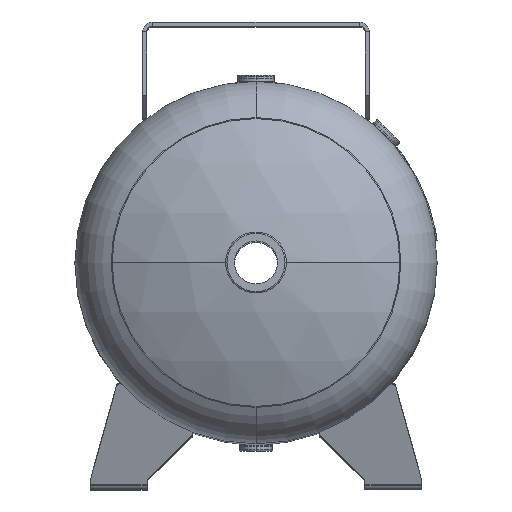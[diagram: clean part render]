
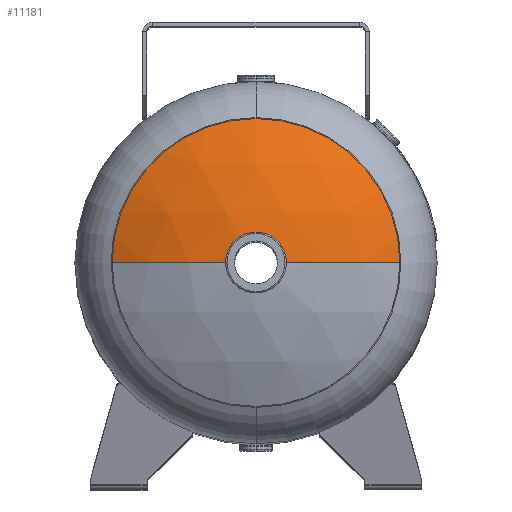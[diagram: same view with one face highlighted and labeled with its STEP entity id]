
A CAD part, top view. The second image highlights one B-rep face of the part: STEP entity #11181.
In plain terms, the highlighted spherical face has radius 365.76 mm.
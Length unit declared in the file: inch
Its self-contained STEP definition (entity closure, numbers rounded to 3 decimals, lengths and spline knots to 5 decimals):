
#186 = DIRECTION ( 'NONE',  ( 0., 0., -1. ) ) ;
#1818 = VERTEX_POINT ( 'NONE', #4789 ) ;
#2325 = ORIENTED_EDGE ( 'NONE', *, *, #14354, .F. ) ;
#2564 = CARTESIAN_POINT ( 'NONE',  ( 0., 3.5095, 0. ) ) ;
#2942 = DIRECTION ( 'NONE',  ( 0., 0., -1. ) ) ;
#3063 = CARTESIAN_POINT ( 'NONE',  ( 0., -9.39011, 0. ) ) ;
#3543 = ORIENTED_EDGE ( 'NONE', *, *, #5678, .F. ) ;
#3867 = CARTESIAN_POINT ( 'NONE',  ( 0., 4.96084, 0. ) ) ;
#4069 = CARTESIAN_POINT ( 'NONE',  ( -1.1875, 4.96084, 0. ) ) ;
#4094 = DIRECTION ( 'NONE',  ( -1., 0., 0. ) ) ;
#4184 = EDGE_CURVE ( 'NONE', #1818, #8677, #5830, .T. ) ;
#4187 = AXIS2_PLACEMENT_3D ( 'NONE', #15194, #14028, #2942 ) ;
#4363 = VERTEX_POINT ( 'NONE', #6757 ) ;
#4470 = EDGE_CURVE ( 'NONE', #6989, #8677, #6447, .T. ) ;
#4789 = CARTESIAN_POINT ( 'NONE',  ( 0., 3.5095, -6.4 ) ) ;
#4862 = CARTESIAN_POINT ( 'NONE',  ( 0., -9.39011, 0. ) ) ;
#5177 = CARTESIAN_POINT ( 'NONE',  ( 6.4, 3.5095, 0. ) ) ;
#5438 = AXIS2_PLACEMENT_3D ( 'NONE', #3063, #9116, #4094 ) ;
#5443 = CIRCLE ( 'NONE', #4187, 6.4 ) ;
#5678 = EDGE_CURVE ( 'NONE', #4363, #1818, #5443, .T. ) ;
#5730 = CARTESIAN_POINT ( 'NONE',  ( 0., -9.39011, 0. ) ) ;
#5830 = CIRCLE ( 'NONE', #9106, 6.4 ) ;
#6447 = CIRCLE ( 'NONE', #5438, 14.4 ) ;
#6659 = EDGE_LOOP ( 'NONE', ( #2325, #15254, #14568, #10031, #3543 ) ) ;
#6757 = CARTESIAN_POINT ( 'NONE',  ( -6.4, 3.5095, 0. ) ) ;
#6834 = DIRECTION ( 'NONE',  ( 1., 0., 0. ) ) ;
#6989 = VERTEX_POINT ( 'NONE', #10700 ) ;
#7354 = DIRECTION ( 'NONE',  ( 0., -1., 0. ) ) ;
#7902 = EDGE_CURVE ( 'NONE', #6989, #14513, #11822, .T. ) ;
#7936 = SPHERICAL_SURFACE ( 'NONE', #10077, 14.4 ) ;
#8013 = FACE_OUTER_BOUND ( 'NONE', #6659, .T. ) ;
#8677 = VERTEX_POINT ( 'NONE', #5177 ) ;
#9106 = AXIS2_PLACEMENT_3D ( 'NONE', #2564, #7354, #10825 ) ;
#9116 = DIRECTION ( 'NONE',  ( 0., 0., -1. ) ) ;
#9365 = AXIS2_PLACEMENT_3D ( 'NONE', #4862, #14453, #10682 ) ;
#10031 = ORIENTED_EDGE ( 'NONE', *, *, #4184, .F. ) ;
#10077 = AXIS2_PLACEMENT_3D ( 'NONE', #5730, #14153, #6834 ) ;
#10092 = DIRECTION ( 'NONE',  ( 0., 1., 0. ) ) ;
#10682 = DIRECTION ( 'NONE',  ( 1., 0., 0. ) ) ;
#10700 = CARTESIAN_POINT ( 'NONE',  ( 1.1875, 4.96084, 0. ) ) ;
#10825 = DIRECTION ( 'NONE',  ( 0., 0., -1. ) ) ;
#11181 = ADVANCED_FACE ( 'NONE', ( #8013 ), #7936, .T. ) ;
#11341 = AXIS2_PLACEMENT_3D ( 'NONE', #3867, #10092, #186 ) ;
#11822 = CIRCLE ( 'NONE', #11341, 1.1875 ) ;
#14028 = DIRECTION ( 'NONE',  ( 0., -1., 0. ) ) ;
#14153 = DIRECTION ( 'NONE',  ( 0., 0., 1. ) ) ;
#14354 = EDGE_CURVE ( 'NONE', #14513, #4363, #14634, .T. ) ;
#14453 = DIRECTION ( 'NONE',  ( 0., 0., 1. ) ) ;
#14513 = VERTEX_POINT ( 'NONE', #4069 ) ;
#14568 = ORIENTED_EDGE ( 'NONE', *, *, #4470, .T. ) ;
#14634 = CIRCLE ( 'NONE', #9365, 14.4 ) ;
#15194 = CARTESIAN_POINT ( 'NONE',  ( 0., 3.5095, 0. ) ) ;
#15254 = ORIENTED_EDGE ( 'NONE', *, *, #7902, .F. ) ;
